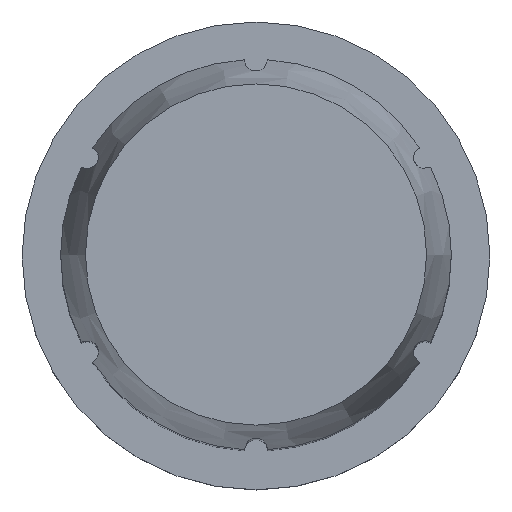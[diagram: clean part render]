
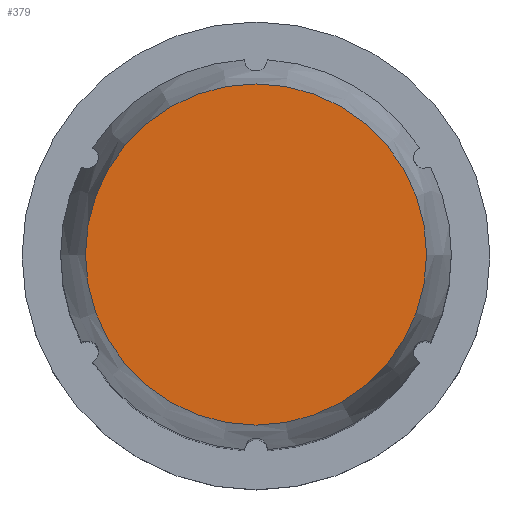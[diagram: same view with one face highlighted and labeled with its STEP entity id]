
A CAD part, top view. The second image highlights one B-rep face of the part: STEP entity #379.
In plain terms, the highlighted planar face has unit normal (0, 0, 1).
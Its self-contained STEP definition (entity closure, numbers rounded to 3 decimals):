
#24=PLANE('',#438);
#48=CIRCLE('',#437,7.292);
#136=ORIENTED_EDGE('',*,*,#203,.F.);
#203=EDGE_CURVE('',#244,#244,#48,.T.);
#244=VERTEX_POINT('',#766);
#306=EDGE_LOOP('',(#136));
#336=FACE_BOUND('',#306,.T.);
#379=ADVANCED_FACE('',(#336),#24,.F.);
#437=AXIS2_PLACEMENT_3D('',#765,#544,#545);
#438=AXIS2_PLACEMENT_3D('',#767,#546,#547);
#544=DIRECTION('',(0.,0.,-1.));
#545=DIRECTION('',(-1.,0.,0.));
#546=DIRECTION('',(0.,0.,-1.));
#547=DIRECTION('',(-1.,0.,0.));
#765=CARTESIAN_POINT('',(0.,0.,35.));
#766=CARTESIAN_POINT('',(-7.292,0.,35.));
#767=CARTESIAN_POINT('',(0.,-4.175,35.));
